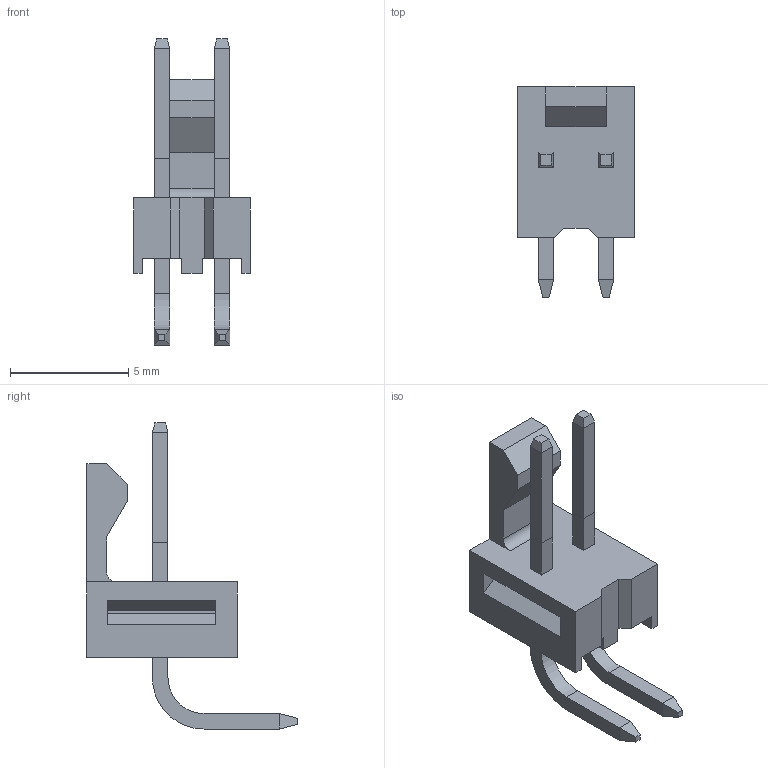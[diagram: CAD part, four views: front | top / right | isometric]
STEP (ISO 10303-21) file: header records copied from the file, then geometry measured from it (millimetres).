
FILE_DESCRIPTION (( 'STEP AP214' ), '1' );
FILE_NAME ('1718571002.STEP', '2024-09-09T19:30:16', ( '' ), ( '' ), 'SwSTEP 2.0', 'SolidWorks 2021', '' );
FILE_SCHEMA (( 'AUTOMOTIVE_DESIGN' ));
Length unit declared in the file: millimetre
Products named in the file (1): 1718571002
Bounding box: 4.93 x 8.89 x 12.95 mm (x, y, z)
Volume: 108.6 mm3; surface area: 273.4 mm2
Topology: 7 solids, 7 shells, 96 faces, 224 edges, 144 vertices
Faces by surface type: plane 91, cylinder 5
Entity records: 2758 total; most frequent: CARTESIAN_POINT 465, ORIENTED_EDGE 448, DIRECTION 428, EDGE_CURVE 224, VECTOR 214, LINE 214, VERTEX_POINT 144, AXIS2_PLACEMENT_3D 107
